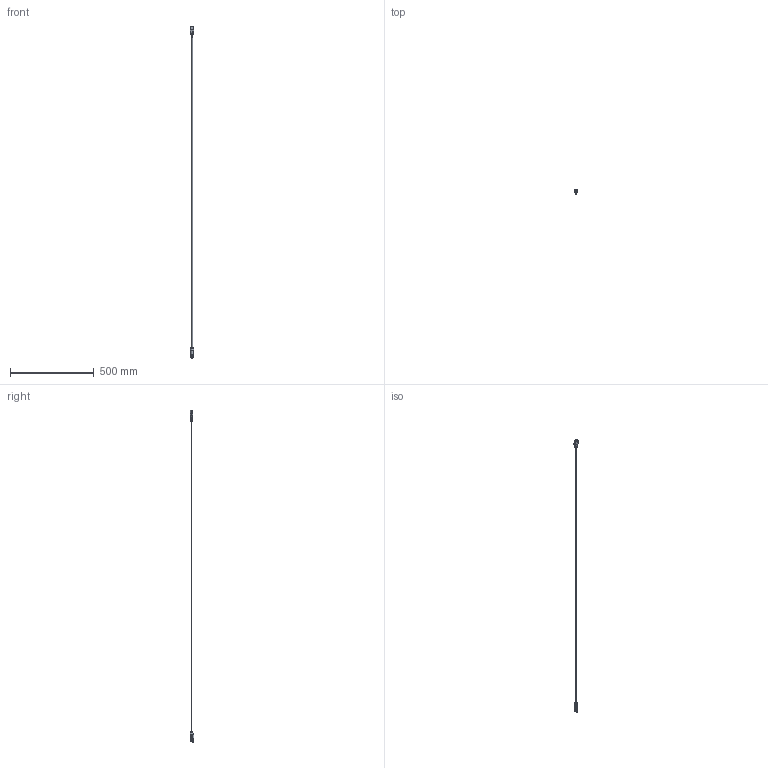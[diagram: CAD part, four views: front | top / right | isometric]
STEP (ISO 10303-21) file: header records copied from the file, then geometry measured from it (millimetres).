
FILE_DESCRIPTION (( 'STEP AP203' ), '1' );
FILE_NAME ('1808-01.STEP', '2014-11-07T11:32:06', ( '' ), ( '' ), 'SwSTEP 2.0', 'SolidWorks 2014', '' );
FILE_SCHEMA (( 'CONFIG_CONTROL_DESIGN' ));
Length unit declared in the file: millimetre
Products named in the file (3): 1808-01Plug; 1808-01Cable; 1808-01
Assembly tree (2 placements, depth 2):
  1808-01
    1808-01Plug
    1808-01Cable
Bounding box: 23.5 x 22.5 x 1979.2 mm (x, y, z)
Volume: 83837.5 mm3; surface area: 46470.9 mm2
Topology: 2 solids, 2 shells, 181 faces, 469 edges, 304 vertices
Faces by surface type: plane 92, cylinder 67, bspline 8, sphere 8, torus 4, cone 2
Entity records: 9984 total; most frequent: CARTESIAN_POINT 5483, ORIENTED_EDGE 938, DIRECTION 780, EDGE_CURVE 469, VERTEX_POINT 304, AXIS2_PLACEMENT_3D 276, VECTOR 228, LINE 228
